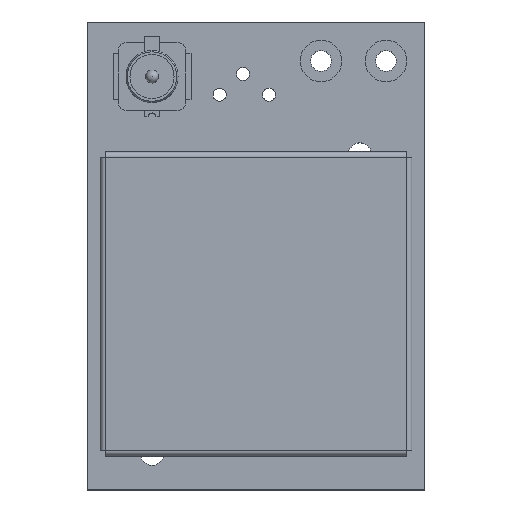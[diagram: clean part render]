
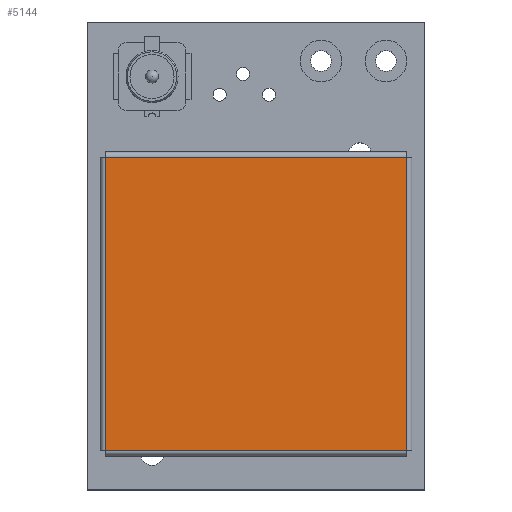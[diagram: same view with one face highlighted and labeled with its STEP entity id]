
A CAD part, top view. The second image highlights one B-rep face of the part: STEP entity #5144.
In plain terms, the highlighted planar face has unit normal (0, 0, 1).
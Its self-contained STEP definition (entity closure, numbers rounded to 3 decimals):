
#290=FACE_OUTER_BOUND('',#580,.T.);
#580=EDGE_LOOP('',(#3510,#3511,#3512,#3513));
#963=LINE('',#7315,#1620);
#965=LINE('',#7321,#1622);
#966=LINE('',#7323,#1623);
#967=LINE('',#7324,#1624);
#1620=VECTOR('',#5909,10.);
#1622=VECTOR('',#5915,10.);
#1623=VECTOR('',#5916,10.);
#1624=VECTOR('',#5917,10.);
#2266=VERTEX_POINT('',#7312);
#2267=VERTEX_POINT('',#7314);
#2269=VERTEX_POINT('',#7320);
#2270=VERTEX_POINT('',#7322);
#2757=EDGE_CURVE('',#2266,#2267,#963,.T.);
#2760=EDGE_CURVE('',#2269,#2266,#965,.T.);
#2761=EDGE_CURVE('',#2270,#2269,#966,.T.);
#2762=EDGE_CURVE('',#2267,#2270,#967,.T.);
#3510=ORIENTED_EDGE('',*,*,#2757,.F.);
#3511=ORIENTED_EDGE('',*,*,#2760,.F.);
#3512=ORIENTED_EDGE('',*,*,#2761,.F.);
#3513=ORIENTED_EDGE('',*,*,#2762,.F.);
#4882=PLANE('',#5467);
#5144=ADVANCED_FACE('',(#290),#4882,.T.);
#5467=AXIS2_PLACEMENT_3D('',#7319,#5913,#5914);
#5909=DIRECTION('',(0.,1.,0.));
#5913=DIRECTION('center_axis',(0.,0.,1.));
#5914=DIRECTION('ref_axis',(1.,0.,0.));
#5915=DIRECTION('',(-1.,0.,0.));
#5916=DIRECTION('',(0.,-1.,0.));
#5917=DIRECTION('',(1.,0.,0.));
#7312=CARTESIAN_POINT('',(-5.8,-5.65,0.2));
#7314=CARTESIAN_POINT('',(-5.8,5.65,0.2));
#7315=CARTESIAN_POINT('',(-5.8,2.925,0.2));
#7319=CARTESIAN_POINT('Origin',(0.,0.,0.2));
#7320=CARTESIAN_POINT('',(5.8,-5.65,0.2));
#7321=CARTESIAN_POINT('',(-3.,-5.65,0.2));
#7322=CARTESIAN_POINT('',(5.8,5.65,0.2));
#7323=CARTESIAN_POINT('',(5.8,-2.925,0.2));
#7324=CARTESIAN_POINT('',(3.,5.65,0.2));
